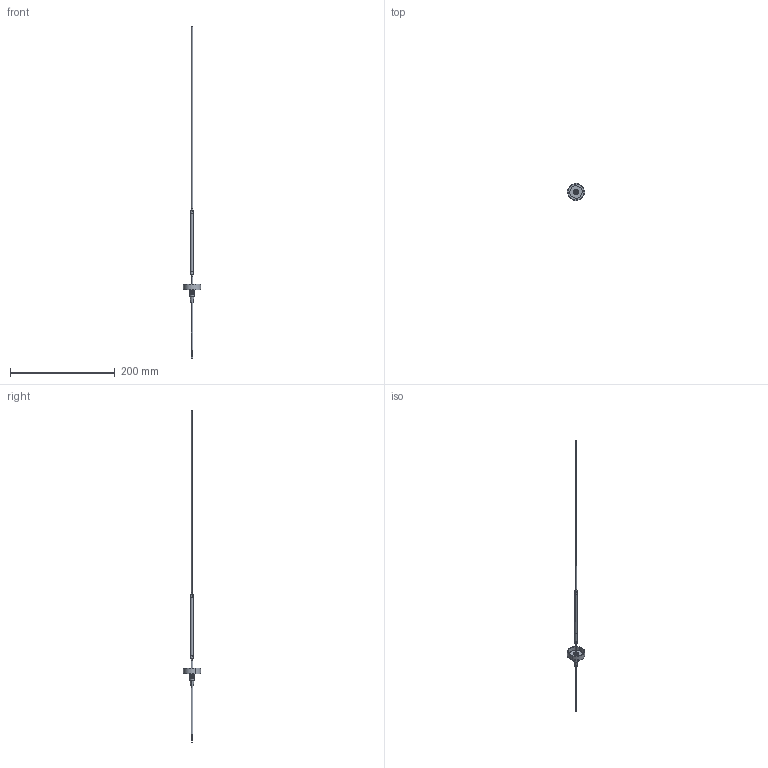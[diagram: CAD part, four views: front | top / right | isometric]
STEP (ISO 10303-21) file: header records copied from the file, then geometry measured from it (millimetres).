
FILE_DESCRIPTION (( 'STEP AP214' ), '1' );
FILE_NAME ('13-0001-BL.STEP', '2023-10-12T14:39:29', ( '' ), ( '' ), 'SwSTEP 2.0', 'SolidWorks 2022', '' );
FILE_SCHEMA (( 'AUTOMOTIVE_DESIGN' ));
Length unit declared in the file: millimetre
Products named in the file (7): Kappe-PC; Knickschutz-Standard; Teil4; Leitung_2; 13-0001-BL; Kappe; Kapillar
Assembly tree (7 placements, depth 2):
  13-0001-BL
    Teil4
    Kappe  x2
    Knickschutz-Standard
    Kapillar
    Leitung_2
    Kappe-PC
Bounding box: 32.97 x 32.97 x 633.39 mm (x, y, z)
Volume: 10376.1 mm3; surface area: 14271.4 mm2
Topology: 11 solids, 11 shells, 135 faces, 258 edges, 160 vertices
Faces by surface type: cylinder 62, plane 37, torus 34, cone 2
Entity records: 3444 total; most frequent: DIRECTION 654, CARTESIAN_POINT 495, ORIENTED_EDGE 452, AXIS2_PLACEMENT_3D 299, EDGE_CURVE 226, CIRCLE 170, VERTEX_POINT 140, EDGE_LOOP 140
